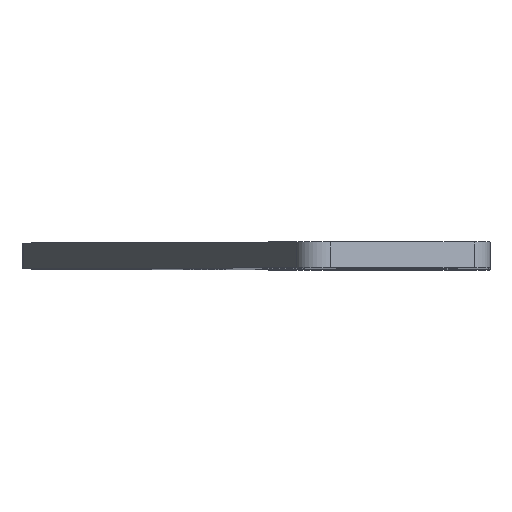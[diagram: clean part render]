
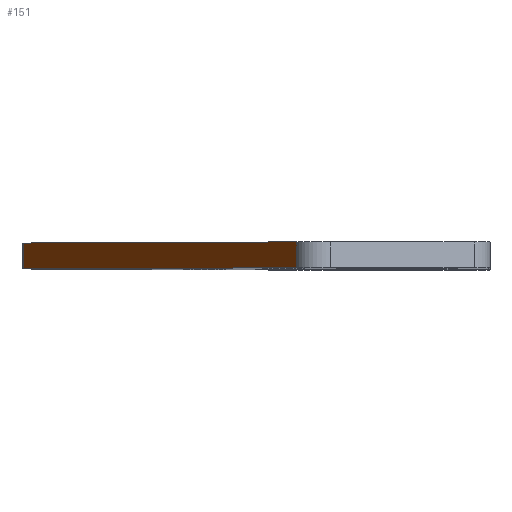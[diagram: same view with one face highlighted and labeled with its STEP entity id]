
A CAD part, top view. The second image highlights one B-rep face of the part: STEP entity #151.
In plain terms, the highlighted planar face has unit normal (-0.924, 0, 0.383).
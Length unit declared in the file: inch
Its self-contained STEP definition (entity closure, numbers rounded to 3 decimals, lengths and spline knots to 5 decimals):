
#14 = CARTESIAN_POINT ( 'NONE',  ( 0.82962, 0., 3.30944 ) ) ;
#18 = AXIS2_PLACEMENT_3D ( 'NONE', #443, #150, #316 ) ;
#33 = CARTESIAN_POINT ( 'NONE',  ( -0.49048, 0.125, 0.12243 ) ) ;
#50 = CARTESIAN_POINT ( 'NONE',  ( -0.49048, 0., 0.12243 ) ) ;
#133 = VECTOR ( 'NONE', #742, 39.37008 ) ;
#146 = PLANE ( 'NONE',  #18 ) ;
#150 = DIRECTION ( 'NONE',  ( 0.924, 0., -0.383 ) ) ;
#151 = ADVANCED_FACE ( 'NONE', ( #635 ), #146, .F. ) ;
#158 = VECTOR ( 'NONE', #221, 39.37008 ) ;
#179 = CARTESIAN_POINT ( 'NONE',  ( 0.82962, 0.125, 3.30944 ) ) ;
#202 = EDGE_LOOP ( 'NONE', ( #335, #429, #204, #409 ) ) ;
#204 = ORIENTED_EDGE ( 'NONE', *, *, #249, .T. ) ;
#208 = VECTOR ( 'NONE', #571, 39.37008 ) ;
#221 = DIRECTION ( 'NONE',  ( 0., -1., 0. ) ) ;
#244 = EDGE_CURVE ( 'NONE', #673, #339, #482, .T. ) ;
#249 = EDGE_CURVE ( 'NONE', #474, #360, #581, .T. ) ;
#256 = CARTESIAN_POINT ( 'NONE',  ( -0.49048, 0.125, 0.12243 ) ) ;
#316 = DIRECTION ( 'NONE',  ( -0.383, 0., -0.924 ) ) ;
#335 = ORIENTED_EDGE ( 'NONE', *, *, #244, .F. ) ;
#339 = VERTEX_POINT ( 'NONE', #470 ) ;
#360 = VERTEX_POINT ( 'NONE', #14 ) ;
#396 = DIRECTION ( 'NONE',  ( 0., 1., 0. ) ) ;
#409 = ORIENTED_EDGE ( 'NONE', *, *, #641, .T. ) ;
#429 = ORIENTED_EDGE ( 'NONE', *, *, #674, .T. ) ;
#443 = CARTESIAN_POINT ( 'NONE',  ( -0.5, 0.125, 0.09946 ) ) ;
#461 = VECTOR ( 'NONE', #396, 39.37008 ) ;
#470 = CARTESIAN_POINT ( 'NONE',  ( 0.82962, 0.125, 3.30944 ) ) ;
#474 = VERTEX_POINT ( 'NONE', #50 ) ;
#482 = LINE ( 'NONE', #488, #208 ) ;
#488 = CARTESIAN_POINT ( 'NONE',  ( -0.5, 0.125, 0.09946 ) ) ;
#541 = LINE ( 'NONE', #33, #158 ) ;
#571 = DIRECTION ( 'NONE',  ( 0.383, 0., 0.924 ) ) ;
#581 = LINE ( 'NONE', #659, #133 ) ;
#635 = FACE_OUTER_BOUND ( 'NONE', #202, .T. ) ;
#641 = EDGE_CURVE ( 'NONE', #360, #339, #782, .T. ) ;
#659 = CARTESIAN_POINT ( 'NONE',  ( -0.5, 0., 0.09946 ) ) ;
#673 = VERTEX_POINT ( 'NONE', #256 ) ;
#674 = EDGE_CURVE ( 'NONE', #673, #474, #541, .T. ) ;
#742 = DIRECTION ( 'NONE',  ( 0.383, 0., 0.924 ) ) ;
#782 = LINE ( 'NONE', #179, #461 ) ;
